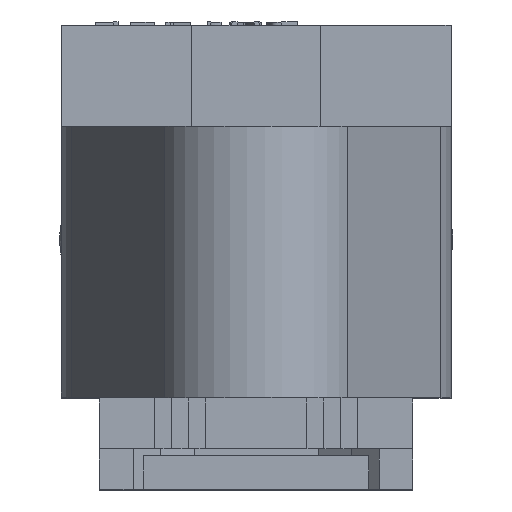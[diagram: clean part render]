
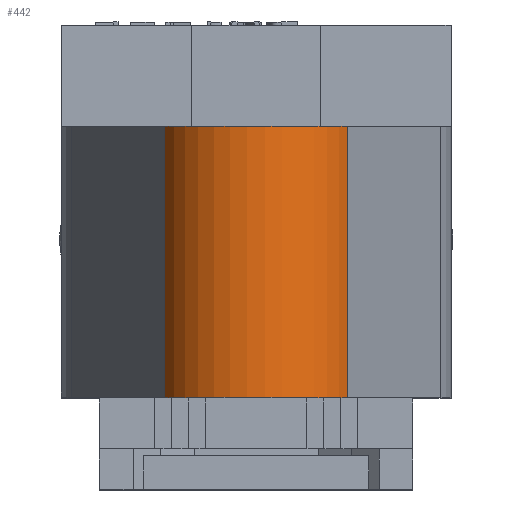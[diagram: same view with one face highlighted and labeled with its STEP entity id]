
A CAD part, top view. The second image highlights one B-rep face of the part: STEP entity #442.
In plain terms, the highlighted cylindrical face has radius 3 mm (diameter 6 mm), a partial arc.
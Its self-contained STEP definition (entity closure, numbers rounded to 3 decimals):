
#307 = FACE_OUTER_BOUND ( 'NONE', #3242, .T. ) ;
#317 = DIRECTION ( 'NONE',  ( 0., 0., -1. ) ) ;
#416 = DIRECTION ( 'NONE',  ( 0., 0., -1. ) ) ;
#442 = ADVANCED_FACE ( 'NONE', ( #307 ), #4236, .T. ) ;
#761 = LINE ( 'NONE', #3204, #9671 ) ;
#1308 = VERTEX_POINT ( 'NONE', #1811 ) ;
#1321 = CARTESIAN_POINT ( 'NONE',  ( 0., 0., 11.254 ) ) ;
#1409 = EDGE_CURVE ( 'NONE', #10408, #7565, #8401, .T. ) ;
#1811 = CARTESIAN_POINT ( 'NONE',  ( 2.701, 0., 12.56 ) ) ;
#2227 = CIRCLE ( 'NONE', #5579, 3. ) ;
#2351 = CARTESIAN_POINT ( 'NONE',  ( 2.701, 8., 12.56 ) ) ;
#2618 = CARTESIAN_POINT ( 'NONE',  ( 2.701, 8., 12.56 ) ) ;
#2643 = CARTESIAN_POINT ( 'NONE',  ( -2.701, 8., 12.56 ) ) ;
#2741 = ORIENTED_EDGE ( 'NONE', *, *, #7068, .F. ) ;
#2979 = VECTOR ( 'NONE', #8184, 1000. ) ;
#3204 = CARTESIAN_POINT ( 'NONE',  ( -2.701, 8., 12.56 ) ) ;
#3242 = EDGE_LOOP ( 'NONE', ( #9661, #2741, #9270, #6172 ) ) ;
#3453 = LINE ( 'NONE', #2618, #2979 ) ;
#3689 = CARTESIAN_POINT ( 'NONE',  ( 0., 8., 11.254 ) ) ;
#4001 = DIRECTION ( 'NONE',  ( 0., -1., 0. ) ) ;
#4236 = CYLINDRICAL_SURFACE ( 'NONE', #5543, 3. ) ;
#4345 = CARTESIAN_POINT ( 'NONE',  ( 0., 8., 11.254 ) ) ;
#4539 = DIRECTION ( 'NONE',  ( 0., 0., -1. ) ) ;
#5173 = DIRECTION ( 'NONE',  ( 0., 1., 0. ) ) ;
#5221 = CARTESIAN_POINT ( 'NONE',  ( -2.701, 0., 12.56 ) ) ;
#5543 = AXIS2_PLACEMENT_3D ( 'NONE', #3689, #6887, #4539 ) ;
#5579 = AXIS2_PLACEMENT_3D ( 'NONE', #1321, #5173, #416 ) ;
#6172 = ORIENTED_EDGE ( 'NONE', *, *, #8685, .T. ) ;
#6887 = DIRECTION ( 'NONE',  ( 0., -1., 0. ) ) ;
#7068 = EDGE_CURVE ( 'NONE', #7565, #1308, #3453, .T. ) ;
#7511 = DIRECTION ( 'NONE',  ( 0., 1., 0. ) ) ;
#7565 = VERTEX_POINT ( 'NONE', #2351 ) ;
#8184 = DIRECTION ( 'NONE',  ( 0., -1., 0. ) ) ;
#8401 = CIRCLE ( 'NONE', #10099, 3. ) ;
#8685 = EDGE_CURVE ( 'NONE', #10408, #9873, #761, .T. ) ;
#9270 = ORIENTED_EDGE ( 'NONE', *, *, #1409, .F. ) ;
#9661 = ORIENTED_EDGE ( 'NONE', *, *, #9840, .T. ) ;
#9671 = VECTOR ( 'NONE', #4001, 1000. ) ;
#9840 = EDGE_CURVE ( 'NONE', #9873, #1308, #2227, .T. ) ;
#9873 = VERTEX_POINT ( 'NONE', #5221 ) ;
#10099 = AXIS2_PLACEMENT_3D ( 'NONE', #4345, #7511, #317 ) ;
#10408 = VERTEX_POINT ( 'NONE', #2643 ) ;
